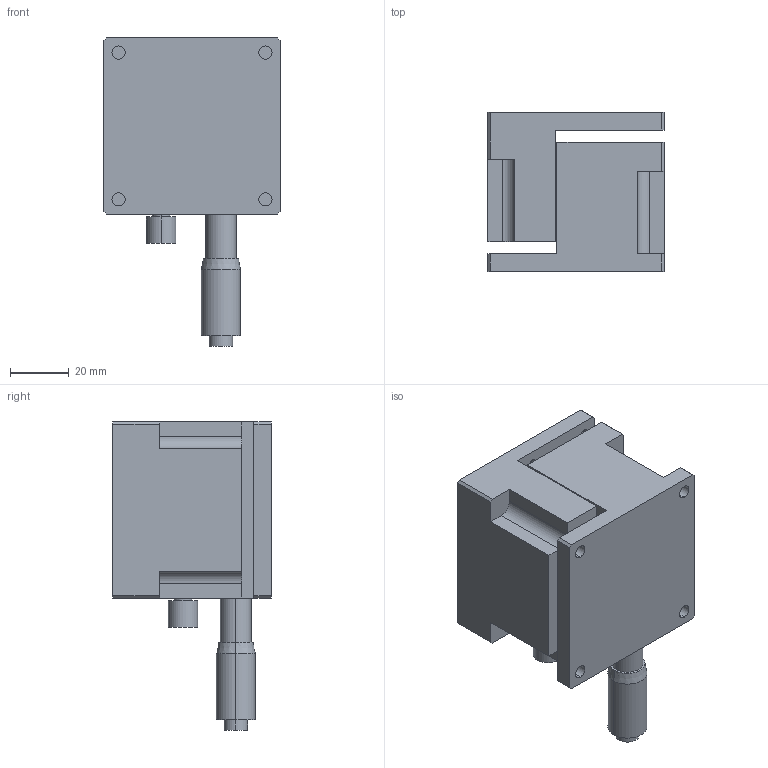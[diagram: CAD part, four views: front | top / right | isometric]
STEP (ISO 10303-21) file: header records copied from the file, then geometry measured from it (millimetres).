
FILE_DESCRIPTION (( 'STEP AP214' ), '1' );
FILE_NAME ('ZLinearStage-Assy.STEP', '2021-04-20T00:28:00', ( '' ), ( '' ), 'SwSTEP 2.0', 'SolidWorks 2020', '' );
FILE_SCHEMA (( 'AUTOMOTIVE_DESIGN' ));
Length unit declared in the file: millimetre
Products named in the file (3): ZLinearStage-Assy; ZStageTop; ZStageBase
Assembly tree (2 placements, depth 2):
  ZLinearStage-Assy
    ZStageBase
    ZStageTop
Bounding box: 60 x 54.11 x 105 mm (x, y, z)
Volume: 175179.2 mm3; surface area: 33783.6 mm2
Topology: 2 solids, 2 shells, 91 faces, 238 edges, 153 vertices
Faces by surface type: plane 45, cylinder 38, cone 8
Entity records: 3262 total; most frequent: DIRECTION 502, CARTESIAN_POINT 481, ORIENTED_EDGE 464, EDGE_CURVE 232, AXIS2_PLACEMENT_3D 174, LINE 154, VECTOR 154, VERTEX_POINT 153
